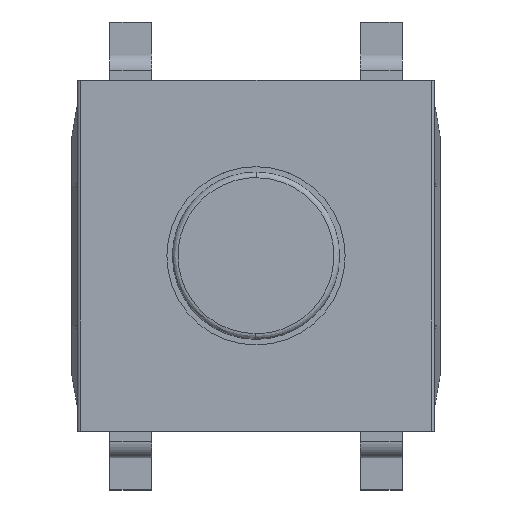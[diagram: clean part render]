
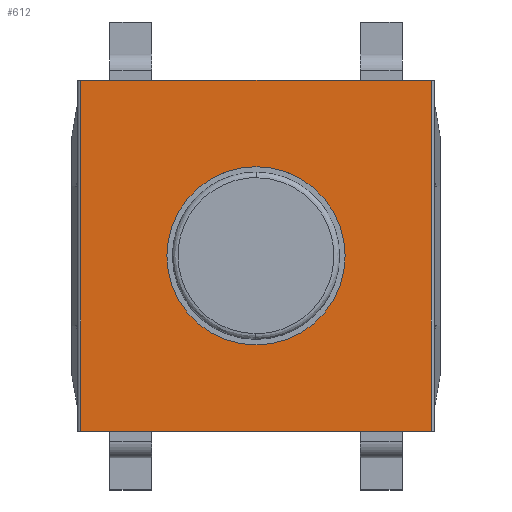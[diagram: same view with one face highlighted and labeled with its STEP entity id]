
A CAD part, top view. The second image highlights one B-rep face of the part: STEP entity #612.
In plain terms, the highlighted planar face has unit normal (0, 0, 1).
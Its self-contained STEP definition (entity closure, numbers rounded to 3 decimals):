
#16 = DIRECTION ( 'NONE',  ( 0., -1., 0. ) ) ;
#40 = CARTESIAN_POINT ( 'NONE',  ( 1.6, 0., 2. ) ) ;
#63 = CARTESIAN_POINT ( 'NONE',  ( -3.15, 0., 2. ) ) ;
#78 = VERTEX_POINT ( 'NONE', #40 ) ;
#115 = DIRECTION ( 'NONE',  ( 0., 0., 1. ) ) ;
#167 = CARTESIAN_POINT ( 'NONE',  ( 0., 0., 2. ) ) ;
#278 = EDGE_CURVE ( 'NONE', #1774, #2310, #2207, .T. ) ;
#312 = EDGE_LOOP ( 'NONE', ( #2521, #2131, #607, #1507 ) ) ;
#337 = CARTESIAN_POINT ( 'NONE',  ( -3.2, -3.15, 2. ) ) ;
#376 = VERTEX_POINT ( 'NONE', #1094 ) ;
#415 = DIRECTION ( 'NONE',  ( -1., 0., 0. ) ) ;
#464 = VECTOR ( 'NONE', #2905, 1000. ) ;
#515 = VERTEX_POINT ( 'NONE', #947 ) ;
#607 = ORIENTED_EDGE ( 'NONE', *, *, #1738, .T. ) ;
#609 = CARTESIAN_POINT ( 'NONE',  ( 3.2, 3.15, 2. ) ) ;
#612 = ADVANCED_FACE ( 'NONE', ( #1976, #2890 ), #2647, .T. ) ;
#700 = DIRECTION ( 'NONE',  ( 0., 0., -1. ) ) ;
#705 = CARTESIAN_POINT ( 'NONE',  ( 3.15, -3.15, 2. ) ) ;
#711 = CARTESIAN_POINT ( 'NONE',  ( -1.6, 0., 2. ) ) ;
#771 = LINE ( 'NONE', #2851, #2590 ) ;
#794 = LINE ( 'NONE', #609, #2454 ) ;
#855 = EDGE_CURVE ( 'NONE', #1274, #78, #1218, .T. ) ;
#906 = EDGE_CURVE ( 'NONE', #376, #2310, #2068, .T. ) ;
#917 = ORIENTED_EDGE ( 'NONE', *, *, #855, .T. ) ;
#938 = AXIS2_PLACEMENT_3D ( 'NONE', #167, #115, #2862 ) ;
#947 = CARTESIAN_POINT ( 'NONE',  ( 3.15, 3.15, 2. ) ) ;
#1043 = EDGE_LOOP ( 'NONE', ( #917, #1439 ) ) ;
#1094 = CARTESIAN_POINT ( 'NONE',  ( -3.15, 3.15, 2. ) ) ;
#1114 = CARTESIAN_POINT ( 'NONE',  ( -3.15, -3.15, 2. ) ) ;
#1116 = VECTOR ( 'NONE', #16, 1000. ) ;
#1218 = CIRCLE ( 'NONE', #2766, 1.6 ) ;
#1274 = VERTEX_POINT ( 'NONE', #711 ) ;
#1429 = CIRCLE ( 'NONE', #2204, 1.6 ) ;
#1439 = ORIENTED_EDGE ( 'NONE', *, *, #1853, .T. ) ;
#1507 = ORIENTED_EDGE ( 'NONE', *, *, #2482, .F. ) ;
#1554 = DIRECTION ( 'NONE',  ( 0., 0., -1. ) ) ;
#1700 = DIRECTION ( 'NONE',  ( 1., 0., 0. ) ) ;
#1738 = EDGE_CURVE ( 'NONE', #1774, #515, #771, .T. ) ;
#1774 = VERTEX_POINT ( 'NONE', #705 ) ;
#1853 = EDGE_CURVE ( 'NONE', #78, #1274, #1429, .T. ) ;
#1881 = CARTESIAN_POINT ( 'NONE',  ( 0., 0., 2. ) ) ;
#1976 = FACE_BOUND ( 'NONE', #1043, .T. ) ;
#2068 = LINE ( 'NONE', #63, #1116 ) ;
#2128 = DIRECTION ( 'NONE',  ( -1., 0., 0. ) ) ;
#2131 = ORIENTED_EDGE ( 'NONE', *, *, #278, .F. ) ;
#2204 = AXIS2_PLACEMENT_3D ( 'NONE', #2270, #1554, #415 ) ;
#2207 = LINE ( 'NONE', #337, #464 ) ;
#2270 = CARTESIAN_POINT ( 'NONE',  ( 0., 0., 2. ) ) ;
#2310 = VERTEX_POINT ( 'NONE', #1114 ) ;
#2454 = VECTOR ( 'NONE', #1700, 1000. ) ;
#2482 = EDGE_CURVE ( 'NONE', #376, #515, #794, .T. ) ;
#2521 = ORIENTED_EDGE ( 'NONE', *, *, #906, .T. ) ;
#2590 = VECTOR ( 'NONE', #2821, 1000. ) ;
#2647 = PLANE ( 'NONE',  #938 ) ;
#2766 = AXIS2_PLACEMENT_3D ( 'NONE', #1881, #700, #2128 ) ;
#2821 = DIRECTION ( 'NONE',  ( 0., 1., 0. ) ) ;
#2851 = CARTESIAN_POINT ( 'NONE',  ( 3.15, 0., 2. ) ) ;
#2862 = DIRECTION ( 'NONE',  ( 1., 0., 0. ) ) ;
#2890 = FACE_OUTER_BOUND ( 'NONE', #312, .T. ) ;
#2905 = DIRECTION ( 'NONE',  ( -1., 0., 0. ) ) ;
